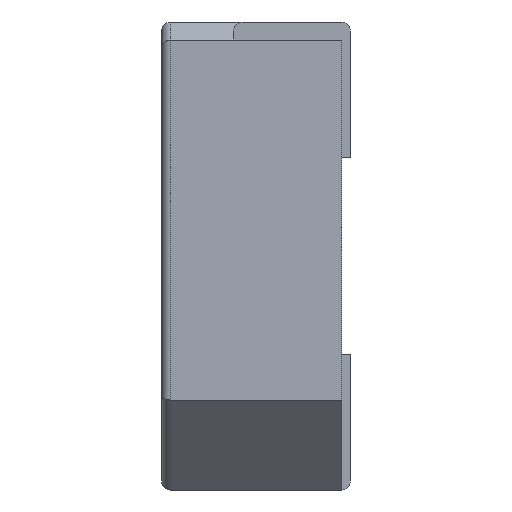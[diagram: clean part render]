
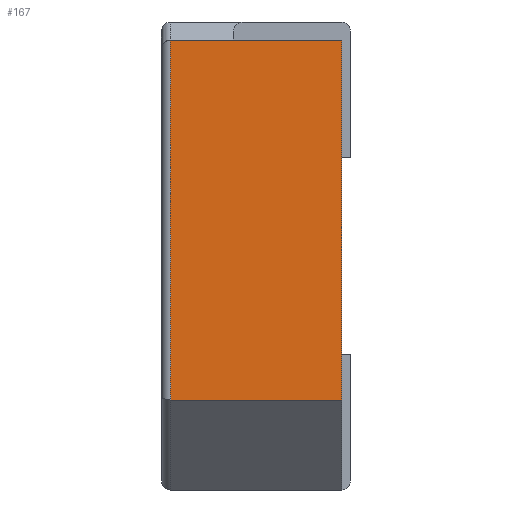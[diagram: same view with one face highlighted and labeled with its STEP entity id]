
A CAD part, left-side view. The second image highlights one B-rep face of the part: STEP entity #167.
In plain terms, the highlighted planar face has unit normal (-1, 0, 0).
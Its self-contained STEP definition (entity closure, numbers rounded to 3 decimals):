
#45 = VERTEX_POINT ( 'NONE', #1857 ) ;
#167 = ADVANCED_FACE ( 'NONE', ( #946 ), #1797, .F. ) ;
#201 = EDGE_CURVE ( 'NONE', #1703, #843, #1740, .T. ) ;
#231 = VECTOR ( 'NONE', #2066, 1000. ) ;
#238 = CARTESIAN_POINT ( 'NONE',  ( -2.6, 1.9, 2.6 ) ) ;
#256 = ORIENTED_EDGE ( 'NONE', *, *, #580, .T. ) ;
#259 = CARTESIAN_POINT ( 'NONE',  ( -2.6, 2., 2.6 ) ) ;
#313 = EDGE_CURVE ( 'NONE', #510, #1703, #1487, .T. ) ;
#376 = DIRECTION ( 'NONE',  ( 0., 0., -1. ) ) ;
#416 = EDGE_LOOP ( 'NONE', ( #728, #256, #1054, #894 ) ) ;
#510 = VERTEX_POINT ( 'NONE', #2036 ) ;
#580 = EDGE_CURVE ( 'NONE', #843, #45, #915, .T. ) ;
#728 = ORIENTED_EDGE ( 'NONE', *, *, #201, .T. ) ;
#843 = VERTEX_POINT ( 'NONE', #1848 ) ;
#894 = ORIENTED_EDGE ( 'NONE', *, *, #313, .T. ) ;
#915 = LINE ( 'NONE', #238, #1205 ) ;
#919 = DIRECTION ( 'NONE',  ( 0., 0., 1. ) ) ;
#946 = FACE_OUTER_BOUND ( 'NONE', #416, .T. ) ;
#1028 = VECTOR ( 'NONE', #919, 1000. ) ;
#1054 = ORIENTED_EDGE ( 'NONE', *, *, #2011, .T. ) ;
#1194 = DIRECTION ( 'NONE',  ( 0., 0., -1. ) ) ;
#1205 = VECTOR ( 'NONE', #376, 1000. ) ;
#1236 = AXIS2_PLACEMENT_3D ( 'NONE', #259, #1632, #1194 ) ;
#1329 = CARTESIAN_POINT ( 'NONE',  ( -2.6, 2., -1.6 ) ) ;
#1487 = LINE ( 'NONE', #2146, #1028 ) ;
#1516 = DIRECTION ( 'NONE',  ( 0., -1., 0. ) ) ;
#1585 = CARTESIAN_POINT ( 'NONE',  ( -2.6, 0., 2.4 ) ) ;
#1632 = DIRECTION ( 'NONE',  ( 1., 0., 0. ) ) ;
#1703 = VERTEX_POINT ( 'NONE', #2043 ) ;
#1740 = LINE ( 'NONE', #1585, #231 ) ;
#1782 = VECTOR ( 'NONE', #1516, 1000. ) ;
#1797 = PLANE ( 'NONE',  #1236 ) ;
#1825 = LINE ( 'NONE', #1329, #1782 ) ;
#1848 = CARTESIAN_POINT ( 'NONE',  ( -2.6, 1.9, 2.4 ) ) ;
#1857 = CARTESIAN_POINT ( 'NONE',  ( -2.6, 1.9, -1.6 ) ) ;
#2011 = EDGE_CURVE ( 'NONE', #45, #510, #1825, .T. ) ;
#2036 = CARTESIAN_POINT ( 'NONE',  ( -2.6, 0., -1.6 ) ) ;
#2043 = CARTESIAN_POINT ( 'NONE',  ( -2.6, 0., 2.4 ) ) ;
#2066 = DIRECTION ( 'NONE',  ( 0., 1., 0. ) ) ;
#2146 = CARTESIAN_POINT ( 'NONE',  ( -2.6, 0., 2.6 ) ) ;
